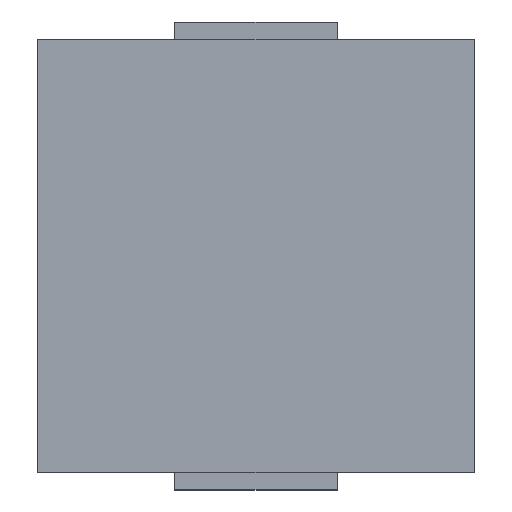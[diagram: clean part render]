
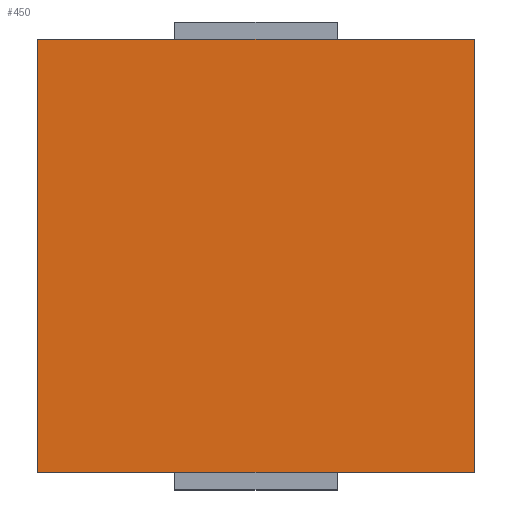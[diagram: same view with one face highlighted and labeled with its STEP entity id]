
A CAD part, top view. The second image highlights one B-rep face of the part: STEP entity #450.
In plain terms, the highlighted planar face has unit normal (0, 0, 1).
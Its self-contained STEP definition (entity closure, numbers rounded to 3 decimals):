
#32=FACE_OUTER_BOUND('',#58,.T.);
#58=EDGE_LOOP('',(#359,#360,#361,#362));
#92=LINE('',#664,#152);
#95=LINE('',#669,#155);
#97=LINE('',#673,#157);
#106=LINE('',#692,#166);
#152=VECTOR('',#538,10.);
#155=VECTOR('',#543,10.);
#157=VECTOR('',#547,10.);
#166=VECTOR('',#568,10.);
#207=VERTEX_POINT('',#661);
#208=VERTEX_POINT('',#663);
#209=VERTEX_POINT('',#667);
#210=VERTEX_POINT('',#671);
#252=EDGE_CURVE('',#208,#207,#92,.T.);
#255=EDGE_CURVE('',#207,#209,#95,.T.);
#257=EDGE_CURVE('',#209,#210,#97,.T.);
#266=EDGE_CURVE('',#210,#208,#106,.T.);
#359=ORIENTED_EDGE('',*,*,#257,.T.);
#360=ORIENTED_EDGE('',*,*,#266,.T.);
#361=ORIENTED_EDGE('',*,*,#252,.T.);
#362=ORIENTED_EDGE('',*,*,#255,.T.);
#424=PLANE('',#492);
#450=ADVANCED_FACE('',(#32),#424,.T.);
#492=AXIS2_PLACEMENT_3D('',#693,#569,#570);
#538=DIRECTION('',(1.,0.,0.));
#543=DIRECTION('',(0.,1.,0.));
#547=DIRECTION('',(-1.,0.,0.));
#568=DIRECTION('',(0.,-1.,0.));
#569=DIRECTION('center_axis',(0.,0.,1.));
#570=DIRECTION('ref_axis',(1.,0.,0.));
#661=CARTESIAN_POINT('',(12.6,0.5,5.));
#663=CARTESIAN_POINT('',(0.,0.5,5.));
#664=CARTESIAN_POINT('',(3.15,0.5,5.));
#667=CARTESIAN_POINT('',(12.6,13.,5.));
#669=CARTESIAN_POINT('',(12.6,0.,5.));
#671=CARTESIAN_POINT('',(0.,13.,5.));
#673=CARTESIAN_POINT('',(9.45,13.,5.));
#692=CARTESIAN_POINT('',(0.,13.5,5.));
#693=CARTESIAN_POINT('Origin',(6.3,6.75,5.));
